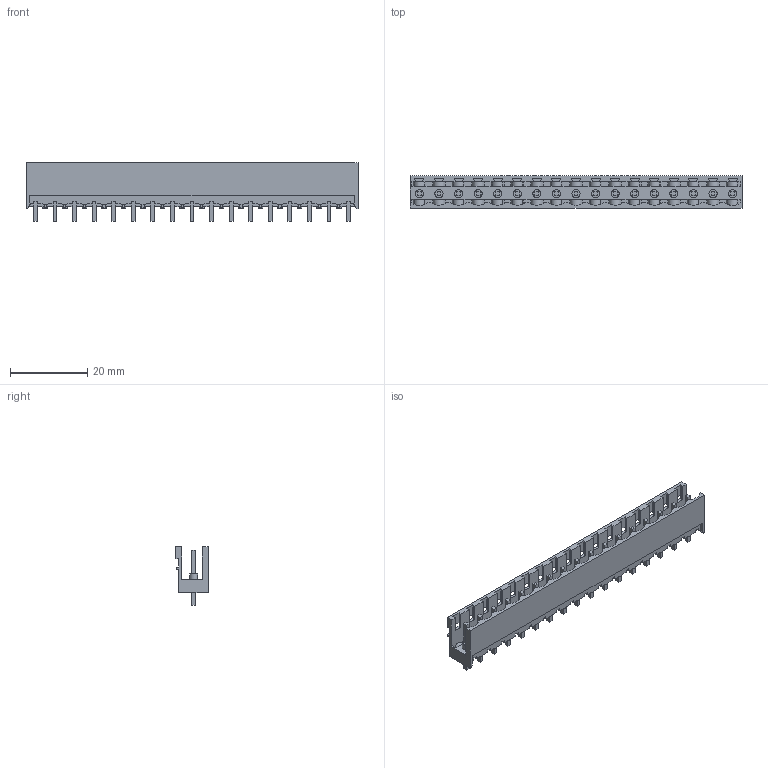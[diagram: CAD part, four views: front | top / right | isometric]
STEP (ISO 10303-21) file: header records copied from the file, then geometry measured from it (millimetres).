
FILE_DESCRIPTION(('CATIA V5 STEP Exchange','CAx-IF Rec.Pracs.--- Model Styling and Organization---1.2---2011-12-15'),'2;1');
FILE_NAME ('D1457009_0', '2018-03-21T16:04:56+00:00', ('none'), ('Weidmueller'), 'CATIA Version 5-6 Release 2014', 'CATIA V5 STEP AP214', 'none');
FILE_SCHEMA(('AUTOMOTIVE_DESIGN { 1 0 10303 214 1 1 1 1 }'));
Length unit declared in the file: millimetre
Products named in the file (1): 1838130000
Bounding box: 86.16 x 8.43 x 15.2 mm (x, y, z)
Volume: 2957.2 mm3; surface area: 7270 mm2
Topology: 18 solids, 18 shells, 985 faces, 3145 edges, 2162 vertices
Faces by surface type: plane 805, cylinder 163, extrusion 17
Entity records: 35385 total; most frequent: CARTESIAN_POINT 7972, ORIENTED_EDGE 6290, DIRECTION 4763, EDGE_CURVE 3145, VECTOR 2539, LINE 2522, VERTEX_POINT 2162, AXIS2_PLACEMENT_3D 1256
